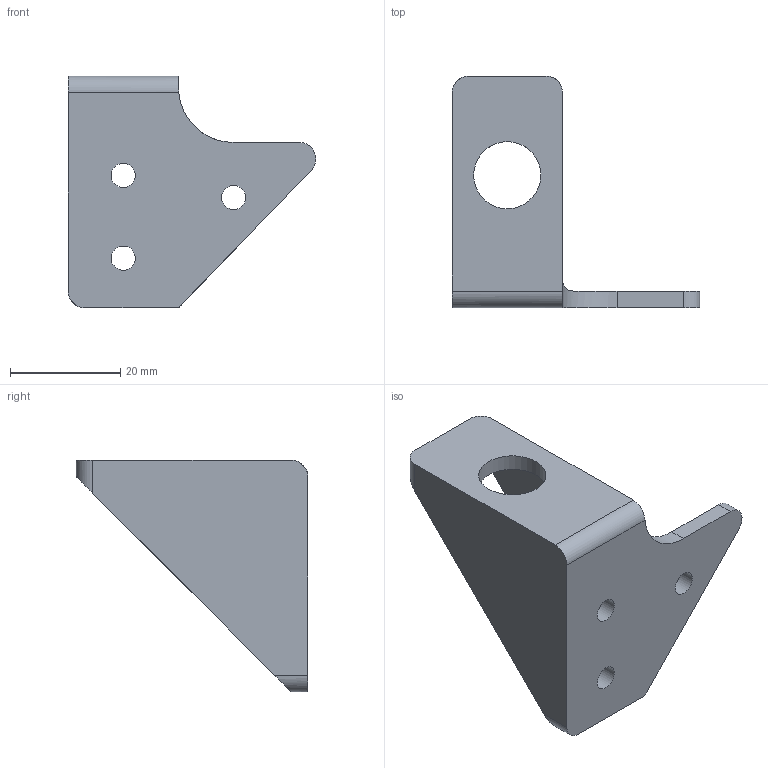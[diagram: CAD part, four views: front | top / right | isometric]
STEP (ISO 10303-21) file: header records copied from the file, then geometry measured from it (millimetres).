
FILE_DESCRIPTION(('FreeCAD Model'),'2;1');
FILE_NAME('Leadscrew_Top_Support_Right.step','2018-09-09T11:30:43',('Author') ,(''),'Open CASCADE STEP processor 6.8','FreeCAD','Unknown');
FILE_SCHEMA(('AUTOMOTIVE_DESIGN_CC2 { 1 2 10303 214 -1 1 5 4 }'));
Length unit declared in the file: millimetre
Products named in the file (2): ASSEMBLY; Leadscrew_Top_Support_(Mirror_#3)
Assembly tree (1 placements, depth 2):
  ASSEMBLY
    Leadscrew_Top_Support_(Mirror_#3)
Bounding box: 44.92 x 42 x 42 mm (x, y, z)
Volume: 10241.7 mm3; surface area: 7559.3 mm2
Topology: 1 solids, 1 shells, 28 faces, 71 edges, 44 vertices
Faces by surface type: plane 15, cylinder 12, bspline 1
Full cylindrical faces by diameter (mm): 4.4 x3, 12.2 x1
Entity records: 2619 total; most frequent: CARTESIAN_POINT 1173, DIRECTION 261, LINE 148, VECTOR 148, ORIENTED_EDGE 140, PCURVE 140, DEFINITIONAL_REPRESENTATION 140, EDGE_CURVE 70
